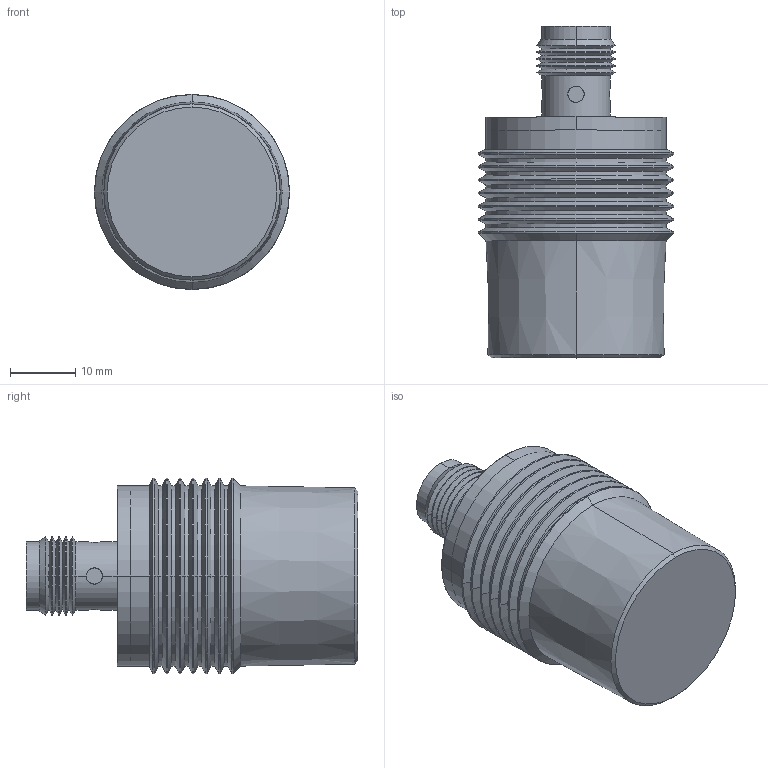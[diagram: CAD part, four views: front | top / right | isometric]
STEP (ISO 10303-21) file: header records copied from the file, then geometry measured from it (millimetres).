
FILE_DESCRIPTION(('STEP AP214'),'1');
FILE_NAME('cctmp_50C65B5A-6794-4CAF-87F7-48CD25BA9C29_2022_07_21_11_34_39_0995..stp','2022-07-21T09:34:40',('Pepperl+Fuchs GmbH'),('CADClick - www.CADClick.com'),'Spatial InterOp 3D',' ','unknown authorization');
FILE_SCHEMA(('AUTOMOTIVE_DESIGN'));
Length unit declared in the file: millimetre
Products named in the file (6): cc_unnamed; NBN25-30GM35-E2-V1_4; NBN25-30GM35-E2-V1_3; NBN25-30GM35-E2-V1_2; NBN25-30GM35-E2-V1_1; NBN25-30GM35-E2-V1
Assembly tree (5 placements, depth 2):
  cc_unnamed
    NBN25-30GM35-E2-V1_4
    NBN25-30GM35-E2-V1_3
    NBN25-30GM35-E2-V1_2
    NBN25-30GM35-E2-V1_1
    NBN25-30GM35-E2-V1
Bounding box: 30 x 51 x 30 mm (x, y, z)
Volume: 17641.7 mm3; surface area: 13321.3 mm2
Topology: 8 solids, 8 shells, 197 faces, 440 edges, 257 vertices
Faces by surface type: cylinder 85, cone 72, plane 34, sphere 6
Entity records: 7379 total; most frequent: CARTESIAN_POINT 1166, DIRECTION 1042, ORIENTED_EDGE 852, AXIS2_PLACEMENT_3D 437, EDGE_CURVE 426, VERTEX_POINT 257, CIRCLE 234, EDGE_LOOP 219
